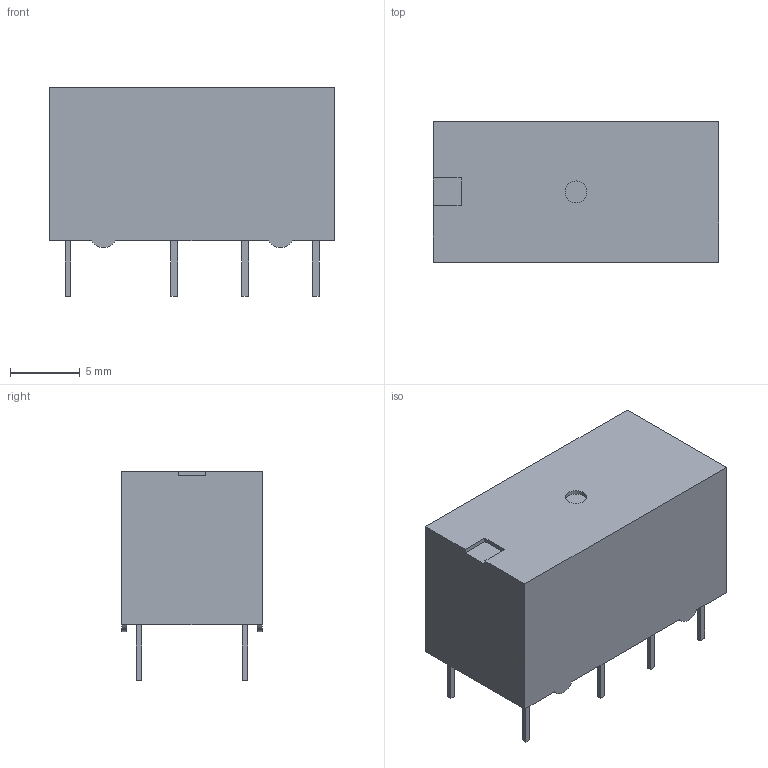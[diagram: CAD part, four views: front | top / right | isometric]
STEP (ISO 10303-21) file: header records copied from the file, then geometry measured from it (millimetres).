
FILE_DESCRIPTION(('HOOPS Exchange Step'),'2;1');
FILE_NAME('temp_export','2022-12-16T20:04:44+08:00',('30abd'),('Shapr3D Limited'),'HOOPS Exchange 2022.0','Shapr3D','Authorized');
FILE_SCHEMA( ('AUTOMOTIVE_DESIGN { 1 0 10303 214 1 1 1 1 }') );
Length unit declared in the file: millimetre
Products named in the file (2): temp_import.step; root
Assembly tree (1 placements, depth 2):
  root
    temp_import.step
Bounding box: 20.5 x 10.1 x 15 mm (x, y, z)
Volume: 2281.5 mm3; surface area: 1146.6 mm2
Topology: 1 solids, 1 shells, 60 faces, 147 edges, 98 vertices
Faces by surface type: plane 55, cylinder 5
Full cylindrical faces by diameter (mm): 1.577 x1
Entity records: 1811 total; most frequent: CARTESIAN_POINT 307, ORIENTED_EDGE 294, DIRECTION 281, EDGE_CURVE 147, VECTOR 137, LINE 137, VERTEX_POINT 98, AXIS2_PLACEMENT_3D 72
